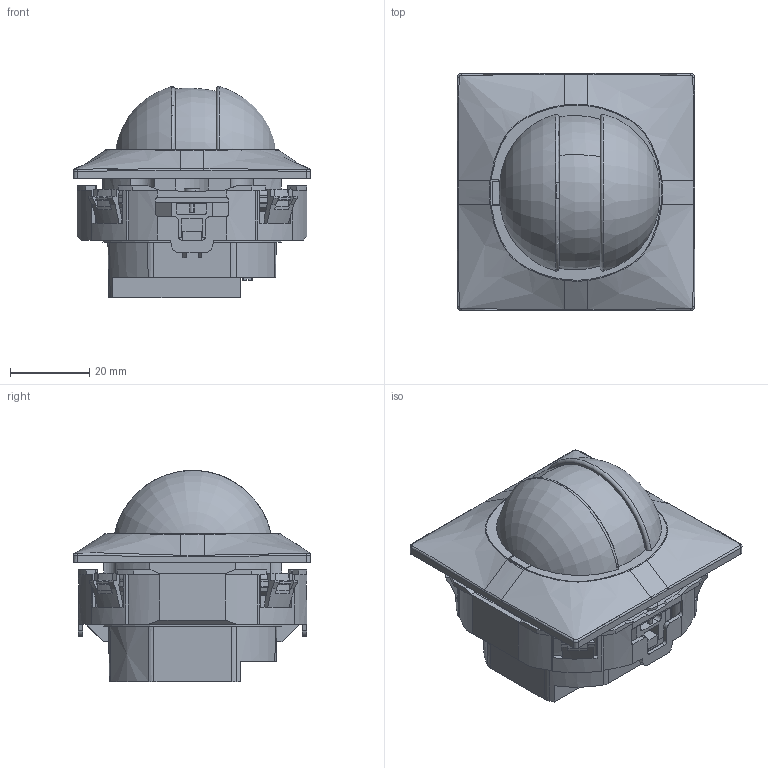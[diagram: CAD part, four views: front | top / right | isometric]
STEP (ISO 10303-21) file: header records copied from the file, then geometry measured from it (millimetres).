
FILE_DESCRIPTION(('',''),'2;1');
FILE_NAME('','',('none'),('none'),'','','none');
FILE_SCHEMA(('AUTOMOTIVE_DESIGN { 1 0 10303 214 1 1 1 1 }'));
Length unit declared in the file: millimetre
Products named in the file (1): EB10431661
Bounding box: 59.9 x 59.85 x 53.34 mm (x, y, z)
Volume: 82990.1 mm3; surface area: 35191.7 mm2
Topology: 19 solids, 19 shells, 967 faces, 2624 edges, 1706 vertices
Faces by surface type: plane 597, cylinder 183, cone 92, bspline 40, torus 29, extrusion 20, revolution 4, sphere 2
Entity records: 36105 total; most frequent: CARTESIAN_POINT 13817, ORIENTED_EDGE 5240, DIRECTION 3474, EDGE_CURVE 2620, VECTOR 1779, LINE 1759, VERTEX_POINT 1706, AXIS2_PLACEMENT_3D 1130
